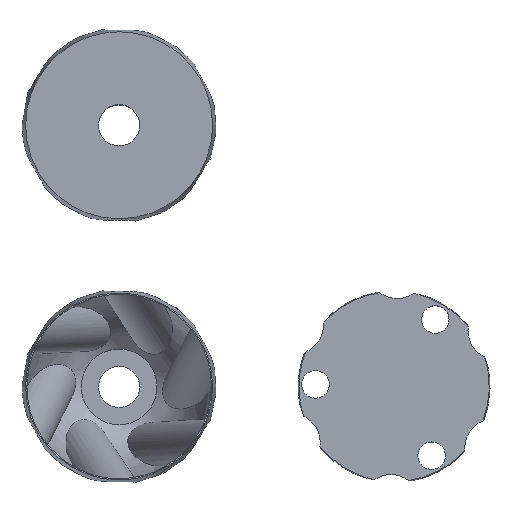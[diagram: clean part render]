
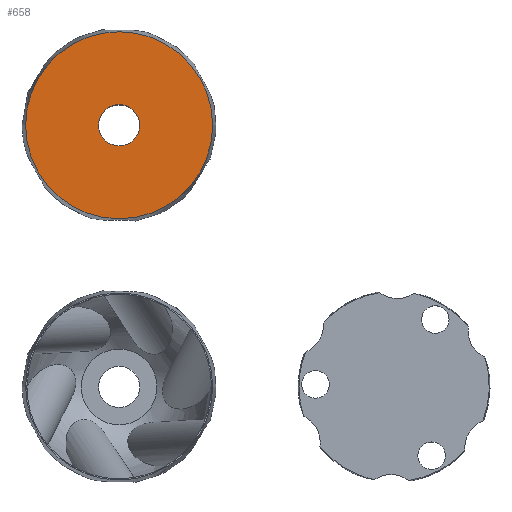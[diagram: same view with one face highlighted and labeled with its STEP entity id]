
A CAD part, top view. The second image highlights one B-rep face of the part: STEP entity #658.
In plain terms, the highlighted planar face has unit normal (0, 0, 1).
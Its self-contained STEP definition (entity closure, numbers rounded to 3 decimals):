
#51=FACE_BOUND('',#222,.T.);
#132=PLANE('',#735);
#163=FACE_OUTER_BOUND('',#221,.T.);
#221=EDGE_LOOP('',(#550));
#222=EDGE_LOOP('',(#551));
#271=CIRCLE('',#729,68.);
#273=CIRCLE('',#733,15.);
#317=VERTEX_POINT('',#2483);
#320=VERTEX_POINT('',#2555);
#398=EDGE_CURVE('',#317,#317,#271,.T.);
#402=EDGE_CURVE('',#320,#320,#273,.T.);
#550=ORIENTED_EDGE('',*,*,#398,.F.);
#551=ORIENTED_EDGE('',*,*,#402,.T.);
#658=ADVANCED_FACE('',(#163,#51),#132,.T.);
#729=AXIS2_PLACEMENT_3D('',#2491,#834,#835);
#733=AXIS2_PLACEMENT_3D('',#2557,#843,#844);
#735=AXIS2_PLACEMENT_3D('',#2559,#847,#848);
#834=DIRECTION('center_axis',(0.,0.,-1.));
#835=DIRECTION('ref_axis',(1.,0.,0.));
#843=DIRECTION('center_axis',(0.,0.,-1.));
#844=DIRECTION('ref_axis',(1.,0.,0.));
#847=DIRECTION('center_axis',(0.,0.,1.));
#848=DIRECTION('ref_axis',(1.,0.,0.));
#2483=CARTESIAN_POINT('',(-68.,190.,178.));
#2491=CARTESIAN_POINT('Origin',(0.,190.,178.));
#2555=CARTESIAN_POINT('',(-15.,190.,178.));
#2557=CARTESIAN_POINT('Origin',(0.,190.,178.));
#2559=CARTESIAN_POINT('Origin',(-68.,190.,178.));
